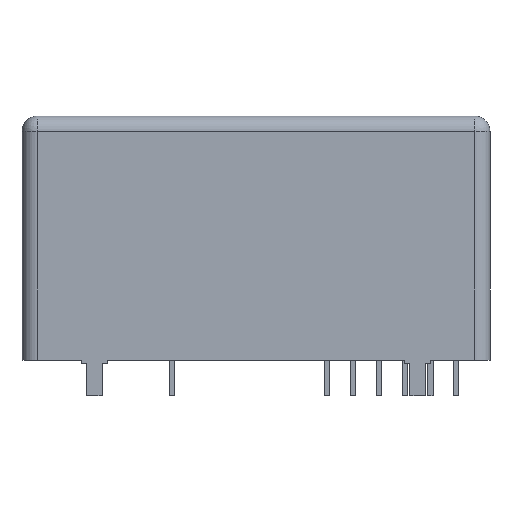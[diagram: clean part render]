
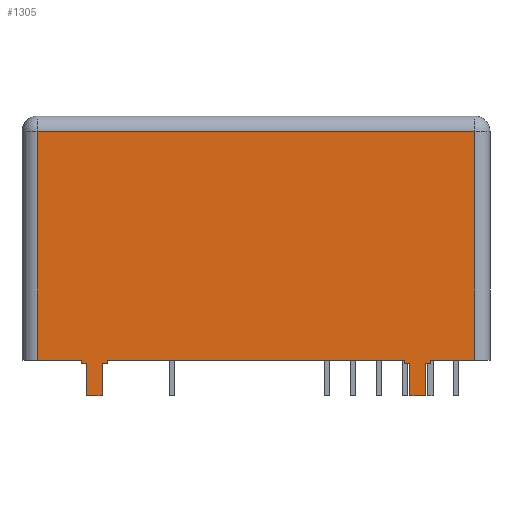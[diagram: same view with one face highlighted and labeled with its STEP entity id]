
A CAD part, front view. The second image highlights one B-rep face of the part: STEP entity #1305.
In plain terms, the highlighted planar face has unit normal (0, -1, 0).
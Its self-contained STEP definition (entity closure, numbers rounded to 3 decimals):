
#491=CARTESIAN_POINT('',(-16.63,-6.,-3.5));
#492=VERTEX_POINT('',#491);
#507=CARTESIAN_POINT('',(-15.13,-6.,-3.5));
#508=VERTEX_POINT('',#507);
#515=CARTESIAN_POINT('',(-16.63,-6.,-3.5));
#516=DIRECTION('',(1.0,0.0,0.0));
#517=VECTOR('',#516,1.5);
#518=LINE('',#515,#517);
#519=EDGE_CURVE('',#492,#508,#518,.T.);
#571=CARTESIAN_POINT('',(15.13,-6.,-3.5));
#572=VERTEX_POINT('',#571);
#587=CARTESIAN_POINT('',(16.63,-6.,-3.5));
#588=VERTEX_POINT('',#587);
#595=CARTESIAN_POINT('',(15.13,-6.,-3.5));
#596=DIRECTION('',(1.0,0.0,0.0));
#597=VECTOR('',#596,1.5);
#598=LINE('',#595,#597);
#599=EDGE_CURVE('',#572,#588,#598,.T.);
#1138=CARTESIAN_POINT('',(15.13,-6.,-0.3));
#1139=VERTEX_POINT('',#1138);
#1140=CARTESIAN_POINT('',(15.13,-6.,-0.3));
#1141=DIRECTION('',(0.0,0.0,-1.0));
#1142=VECTOR('',#1141,3.2);
#1143=LINE('',#1140,#1142);
#1144=EDGE_CURVE('',#1139,#572,#1143,.T.);
#1163=CARTESIAN_POINT('',(23.,-6.,0.0));
#1164=DIRECTION('',(0.0,-1.0,0.0));
#1165=DIRECTION('',(0.0,0.0,-1.0));
#1166=AXIS2_PLACEMENT_3D('',#1163,#1164,#1165);
#1167=PLANE('',#1166);
#1168=ORIENTED_EDGE('',*,*,#599,.T.);
#1169=CARTESIAN_POINT('',(16.63,-6.,-0.3));
#1170=VERTEX_POINT('',#1169);
#1171=CARTESIAN_POINT('',(16.63,-6.,-0.3));
#1172=DIRECTION('',(0.0,0.0,-1.0));
#1173=VECTOR('',#1172,3.2);
#1174=LINE('',#1171,#1173);
#1175=EDGE_CURVE('',#1170,#588,#1174,.T.);
#1176=ORIENTED_EDGE('',*,*,#1175,.F.);
#1177=CARTESIAN_POINT('',(17.13,-6.,-0.3));
#1178=VERTEX_POINT('',#1177);
#1179=CARTESIAN_POINT('',(16.63,-6.,-0.3));
#1180=DIRECTION('',(1.0,0.0,0.0));
#1181=VECTOR('',#1180,0.5);
#1182=LINE('',#1179,#1181);
#1183=EDGE_CURVE('',#1170,#1178,#1182,.T.);
#1184=ORIENTED_EDGE('',*,*,#1183,.T.);
#1185=CARTESIAN_POINT('',(17.13,-6.,0.0));
#1186=VERTEX_POINT('',#1185);
#1187=CARTESIAN_POINT('',(17.13,-6.,0.0));
#1188=DIRECTION('',(0.0,0.0,-1.0));
#1189=VECTOR('',#1188,0.3);
#1190=LINE('',#1187,#1189);
#1191=EDGE_CURVE('',#1186,#1178,#1190,.T.);
#1192=ORIENTED_EDGE('',*,*,#1191,.F.);
#1193=CARTESIAN_POINT('',(21.5,-6.,0.0));
#1194=VERTEX_POINT('',#1193);
#1195=CARTESIAN_POINT('',(21.5,-6.,0.0));
#1196=DIRECTION('',(-1.0,0.0,0.0));
#1197=VECTOR('',#1196,4.37);
#1198=LINE('',#1195,#1197);
#1199=EDGE_CURVE('',#1194,#1186,#1198,.T.);
#1200=ORIENTED_EDGE('',*,*,#1199,.F.);
#1201=CARTESIAN_POINT('',(21.5,-6.,22.5));
#1202=VERTEX_POINT('',#1201);
#1203=CARTESIAN_POINT('',(21.5,-6.,22.5));
#1204=DIRECTION('',(0.0,0.0,-1.0));
#1205=VECTOR('',#1204,22.5);
#1206=LINE('',#1203,#1205);
#1207=EDGE_CURVE('',#1202,#1194,#1206,.T.);
#1208=ORIENTED_EDGE('',*,*,#1207,.F.);
#1209=CARTESIAN_POINT('',(-21.5,-6.,22.5));
#1210=VERTEX_POINT('',#1209);
#1211=CARTESIAN_POINT('',(-21.5,-6.,22.5));
#1212=DIRECTION('',(1.0,0.0,0.0));
#1213=VECTOR('',#1212,43.);
#1214=LINE('',#1211,#1213);
#1215=EDGE_CURVE('',#1210,#1202,#1214,.T.);
#1216=ORIENTED_EDGE('',*,*,#1215,.F.);
#1217=CARTESIAN_POINT('',(-21.5,-6.,0.0));
#1218=VERTEX_POINT('',#1217);
#1219=CARTESIAN_POINT('',(-21.5,-6.,0.0));
#1220=DIRECTION('',(0.0,0.0,1.0));
#1221=VECTOR('',#1220,22.5);
#1222=LINE('',#1219,#1221);
#1223=EDGE_CURVE('',#1218,#1210,#1222,.T.);
#1224=ORIENTED_EDGE('',*,*,#1223,.F.);
#1225=CARTESIAN_POINT('',(-17.13,-6.,0.0));
#1226=VERTEX_POINT('',#1225);
#1227=CARTESIAN_POINT('',(-17.13,-6.,0.0));
#1228=DIRECTION('',(-1.0,0.0,0.0));
#1229=VECTOR('',#1228,4.37);
#1230=LINE('',#1227,#1229);
#1231=EDGE_CURVE('',#1226,#1218,#1230,.T.);
#1232=ORIENTED_EDGE('',*,*,#1231,.F.);
#1233=CARTESIAN_POINT('',(-17.13,-6.,-0.3));
#1234=VERTEX_POINT('',#1233);
#1235=CARTESIAN_POINT('',(-17.13,-6.,0.0));
#1236=DIRECTION('',(0.0,0.0,-1.0));
#1237=VECTOR('',#1236,0.3);
#1238=LINE('',#1235,#1237);
#1239=EDGE_CURVE('',#1226,#1234,#1238,.T.);
#1240=ORIENTED_EDGE('',*,*,#1239,.T.);
#1241=CARTESIAN_POINT('',(-16.63,-6.,-0.3));
#1242=VERTEX_POINT('',#1241);
#1243=CARTESIAN_POINT('',(-17.13,-6.,-0.3));
#1244=DIRECTION('',(1.0,0.0,0.0));
#1245=VECTOR('',#1244,0.5);
#1246=LINE('',#1243,#1245);
#1247=EDGE_CURVE('',#1234,#1242,#1246,.T.);
#1248=ORIENTED_EDGE('',*,*,#1247,.T.);
#1249=CARTESIAN_POINT('',(-16.63,-6.,-0.3));
#1250=DIRECTION('',(0.0,0.0,-1.0));
#1251=VECTOR('',#1250,3.2);
#1252=LINE('',#1249,#1251);
#1253=EDGE_CURVE('',#1242,#492,#1252,.T.);
#1254=ORIENTED_EDGE('',*,*,#1253,.T.);
#1255=ORIENTED_EDGE('',*,*,#519,.T.);
#1256=CARTESIAN_POINT('',(-15.13,-6.,-0.3));
#1257=VERTEX_POINT('',#1256);
#1258=CARTESIAN_POINT('',(-15.13,-6.,-0.3));
#1259=DIRECTION('',(0.0,0.0,-1.0));
#1260=VECTOR('',#1259,3.2);
#1261=LINE('',#1258,#1260);
#1262=EDGE_CURVE('',#1257,#508,#1261,.T.);
#1263=ORIENTED_EDGE('',*,*,#1262,.F.);
#1264=CARTESIAN_POINT('',(-14.63,-6.,-0.3));
#1265=VERTEX_POINT('',#1264);
#1266=CARTESIAN_POINT('',(-15.13,-6.,-0.3));
#1267=DIRECTION('',(1.0,0.0,0.0));
#1268=VECTOR('',#1267,0.5);
#1269=LINE('',#1266,#1268);
#1270=EDGE_CURVE('',#1257,#1265,#1269,.T.);
#1271=ORIENTED_EDGE('',*,*,#1270,.T.);
#1272=CARTESIAN_POINT('',(-14.63,-6.,0.0));
#1273=VERTEX_POINT('',#1272);
#1274=CARTESIAN_POINT('',(-14.63,-6.,0.0));
#1275=DIRECTION('',(0.0,0.0,-1.0));
#1276=VECTOR('',#1275,0.3);
#1277=LINE('',#1274,#1276);
#1278=EDGE_CURVE('',#1273,#1265,#1277,.T.);
#1279=ORIENTED_EDGE('',*,*,#1278,.F.);
#1280=CARTESIAN_POINT('',(14.63,-6.,0.0));
#1281=VERTEX_POINT('',#1280);
#1282=CARTESIAN_POINT('',(14.63,-6.,0.0));
#1283=DIRECTION('',(-1.0,0.0,0.0));
#1284=VECTOR('',#1283,29.26);
#1285=LINE('',#1282,#1284);
#1286=EDGE_CURVE('',#1281,#1273,#1285,.T.);
#1287=ORIENTED_EDGE('',*,*,#1286,.F.);
#1288=CARTESIAN_POINT('',(14.63,-6.,-0.3));
#1289=VERTEX_POINT('',#1288);
#1290=CARTESIAN_POINT('',(14.63,-6.,0.0));
#1291=DIRECTION('',(0.0,0.0,-1.0));
#1292=VECTOR('',#1291,0.3);
#1293=LINE('',#1290,#1292);
#1294=EDGE_CURVE('',#1281,#1289,#1293,.T.);
#1295=ORIENTED_EDGE('',*,*,#1294,.T.);
#1296=CARTESIAN_POINT('',(14.63,-6.,-0.3));
#1297=DIRECTION('',(1.0,0.0,0.0));
#1298=VECTOR('',#1297,0.5);
#1299=LINE('',#1296,#1298);
#1300=EDGE_CURVE('',#1289,#1139,#1299,.T.);
#1301=ORIENTED_EDGE('',*,*,#1300,.T.);
#1302=ORIENTED_EDGE('',*,*,#1144,.T.);
#1303=EDGE_LOOP('',(#1168,#1176,#1184,#1192,#1200,#1208,#1216,#1224,#1232,#1240,#1248,#1254,#1255,#1263,#1271,#1279,#1287,#1295,#1301,#1302));
#1304=FACE_OUTER_BOUND('',#1303,.T.);
#1305=ADVANCED_FACE('',(#1304),#1167,.T.);
